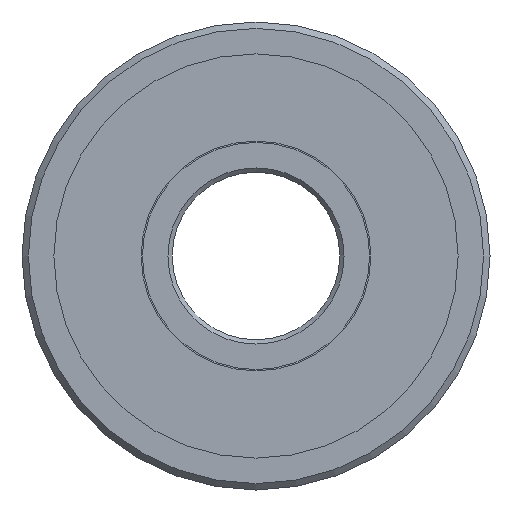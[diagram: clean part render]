
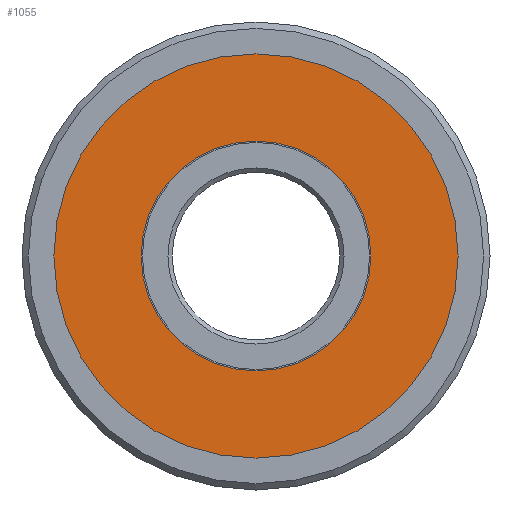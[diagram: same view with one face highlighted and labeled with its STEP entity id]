
A CAD part, left-side view. The second image highlights one B-rep face of the part: STEP entity #1055.
In plain terms, the highlighted planar face has unit normal (-1, 0, 0).
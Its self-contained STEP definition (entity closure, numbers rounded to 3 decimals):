
#171=FACE_BOUND('',#341,.T.);
#181=PLANE('',#1238);
#249=FACE_OUTER_BOUND('',#340,.T.);
#340=EDGE_LOOP('',(#996));
#341=EDGE_LOOP('',(#997));
#479=CIRCLE('',#1233,5.4);
#481=CIRCLE('',#1236,9.5);
#587=VERTEX_POINT('',#4250);
#589=VERTEX_POINT('',#4256);
#722=EDGE_CURVE('',#587,#587,#479,.T.);
#725=EDGE_CURVE('',#589,#589,#481,.T.);
#996=ORIENTED_EDGE('',*,*,#725,.F.);
#997=ORIENTED_EDGE('',*,*,#722,.F.);
#1055=ADVANCED_FACE('',(#249,#171),#181,.F.);
#1233=AXIS2_PLACEMENT_3D('',#4252,#1514,#1515);
#1236=AXIS2_PLACEMENT_3D('',#4258,#1521,#1522);
#1238=AXIS2_PLACEMENT_3D('',#4260,#1525,#1526);
#1514=DIRECTION('center_axis',(-1.,0.,0.));
#1515=DIRECTION('ref_axis',(0.,0.,-1.));
#1521=DIRECTION('center_axis',(1.,0.,0.));
#1522=DIRECTION('ref_axis',(0.,0.,-1.));
#1525=DIRECTION('center_axis',(1.,0.,0.));
#1526=DIRECTION('ref_axis',(0.,0.,-1.));
#4250=CARTESIAN_POINT('',(0.,0.,5.4));
#4252=CARTESIAN_POINT('Origin',(0.,0.,0.));
#4256=CARTESIAN_POINT('',(0.,0.,9.5));
#4258=CARTESIAN_POINT('Origin',(0.,0.,0.));
#4260=CARTESIAN_POINT('Origin',(0.,0.,0.));
